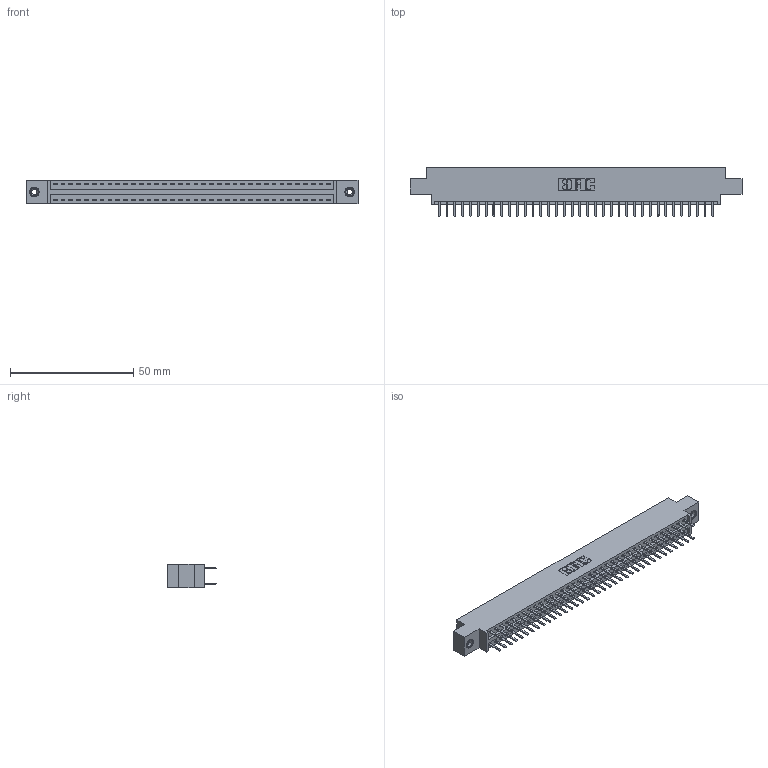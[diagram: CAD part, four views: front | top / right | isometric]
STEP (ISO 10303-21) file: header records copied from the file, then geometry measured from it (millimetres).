
FILE_DESCRIPTION (( 'STEP AP203' ), '1' );
FILE_NAME ('346-072-520-808.STEP', '2018-08-29T00:24:22', ( '' ), ( '' ), 'SwSTEP 2.0', 'SolidWorks 2016', '' );
FILE_SCHEMA (( 'CONFIG_CONTROL_DESIGN' ));
Length unit declared in the file: inch
Products named in the file (4): 346 Part_0.170 Offset - 0.156 Dia-TI; 345-292-001_345-293-120; 345-250-001_345-250-003-102; 346-072-520-808
Assembly tree (75 placements, depth 2):
  346-072-520-808
    346 Part_0.170 Offset - 0.156 Dia-TI
    345-292-001_345-293-120  x72
    345-250-001_345-250-003-102  x2
Bounding box: 134.87 x 20.02 x 9.4 mm (x, y, z)
Volume: 12912.5 mm3; surface area: 17780.3 mm2
Topology: 75 solids, 75 shells, 4218 faces, 12213 edges, 7942 vertices
Faces by surface type: plane 2776, cylinder 1426, cone 12, torus 4
Entity records: 25734 total; most frequent: CARTESIAN_POINT 4247, ORIENTED_EDGE 4162, DIRECTION 3807, EDGE_CURVE 2081, LINE 1781, VECTOR 1781, VERTEX_POINT 1380, AXIS2_PLACEMENT_3D 1013
